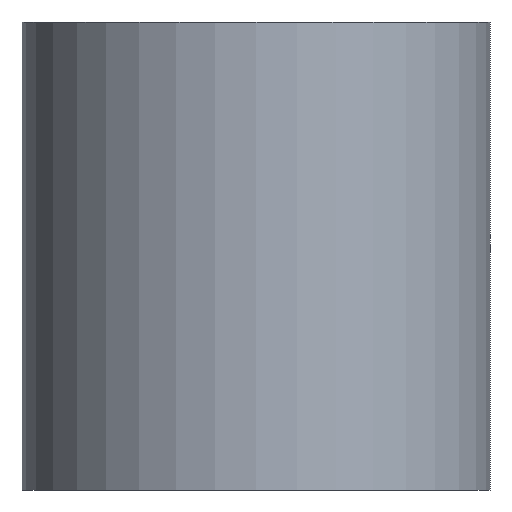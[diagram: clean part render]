
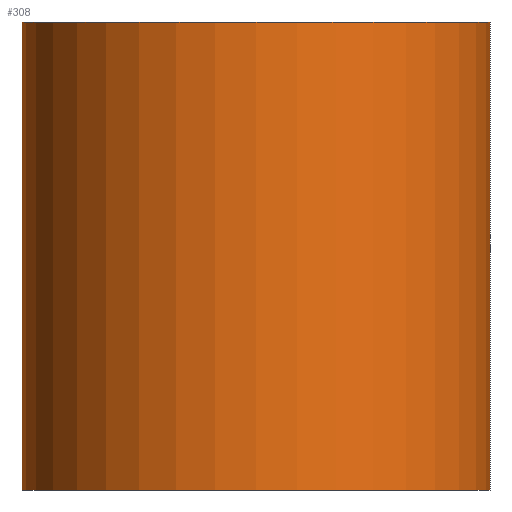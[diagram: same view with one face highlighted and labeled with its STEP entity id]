
A CAD part, front view. The second image highlights one B-rep face of the part: STEP entity #308.
In plain terms, the highlighted cylindrical face has radius 15 mm (diameter 30 mm), a full revolution.
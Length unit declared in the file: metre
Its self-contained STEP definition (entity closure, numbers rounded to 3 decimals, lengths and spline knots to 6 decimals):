
#21=CYLINDRICAL_SURFACE('',#475,0.015);
#100=ORIENTED_EDGE('',*,*,#110,.F.);
#101=ORIENTED_EDGE('',*,*,#131,.T.);
#110=EDGE_CURVE('',#140,#140,#163,.T.);
#131=EDGE_CURVE('',#157,#157,#177,.T.);
#140=VERTEX_POINT('',#585);
#157=VERTEX_POINT('',#640);
#163=CIRCLE('',#443,0.015);
#177=CIRCLE('',#474,0.015);
#218=EDGE_LOOP('',(#100));
#219=EDGE_LOOP('',(#101));
#260=FACE_BOUND('',#218,.T.);
#261=FACE_BOUND('',#219,.T.);
#308=ADVANCED_FACE('',(#260,#261),#21,.T.);
#443=AXIS2_PLACEMENT_3D('',#584,#493,#494);
#474=AXIS2_PLACEMENT_3D('',#639,#562,#563);
#475=AXIS2_PLACEMENT_3D('',#641,#564,#565);
#493=DIRECTION('',(0.,0.,1.));
#494=DIRECTION('',(1.,0.,0.));
#562=DIRECTION('',(0.,0.,1.));
#563=DIRECTION('',(1.,0.,0.));
#564=DIRECTION('',(0.,0.,-1.));
#565=DIRECTION('',(1.,0.,0.));
#584=CARTESIAN_POINT('',(0.,0.,0.03));
#585=CARTESIAN_POINT('',(0.015,0.,0.03));
#639=CARTESIAN_POINT('',(0.,0.,0.));
#640=CARTESIAN_POINT('',(0.015,0.,0.));
#641=CARTESIAN_POINT('',(0.,0.,0.));
